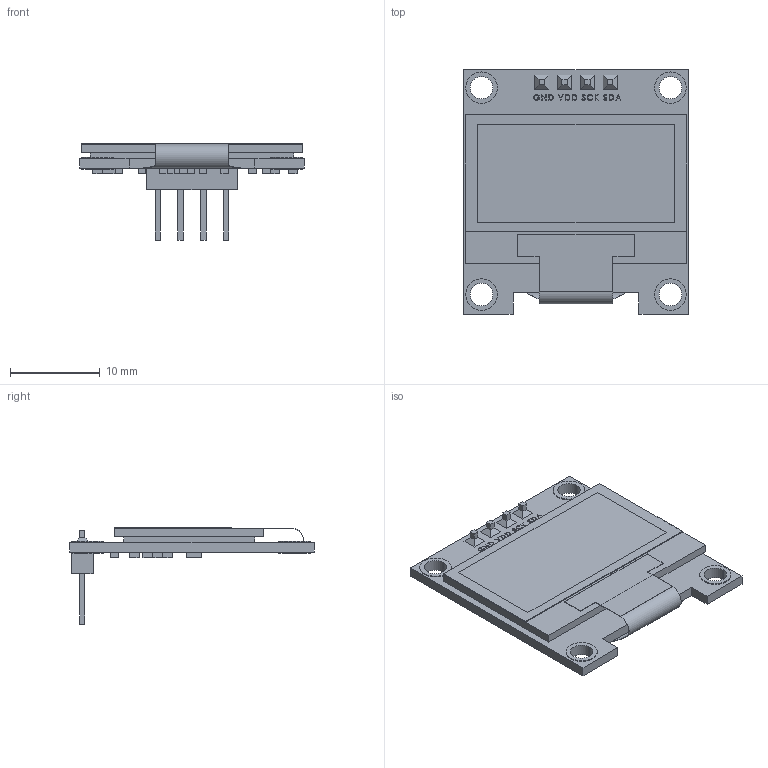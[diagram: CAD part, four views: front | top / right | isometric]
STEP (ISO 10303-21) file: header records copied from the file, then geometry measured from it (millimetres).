
FILE_DESCRIPTION (( 'STEP AP203' ), '1' );
FILE_NAME ('OLED-128x64-0.96 (SMALL SIZE).STEP', '2025-11-03T16:06:37', ( '' ), ( '' ), 'SwSTEP 2.0', 'SolidWorks 2013', '' );
FILE_SCHEMA (( 'CONFIG_CONTROL_DESIGN' ));
Length unit declared in the file: millimetre
Products named in the file (1): OLED-128x64-0.96 (SMALL SIZE)
Bounding box: 25 x 27.2 x 10.7 mm (x, y, z)
Volume: 1391.6 mm3; surface area: 4374.1 mm2
Topology: 58 solids, 58 shells, 643 faces, 1463 edges, 970 vertices
Faces by surface type: plane 541, bspline 76, cylinder 26
Entity records: 21720 total; most frequent: CARTESIAN_POINT 7661, ORIENTED_EDGE 2926, DIRECTION 2495, EDGE_CURVE 1463, VECTOR 1255, LINE 1255, VERTEX_POINT 970, EDGE_LOOP 695
